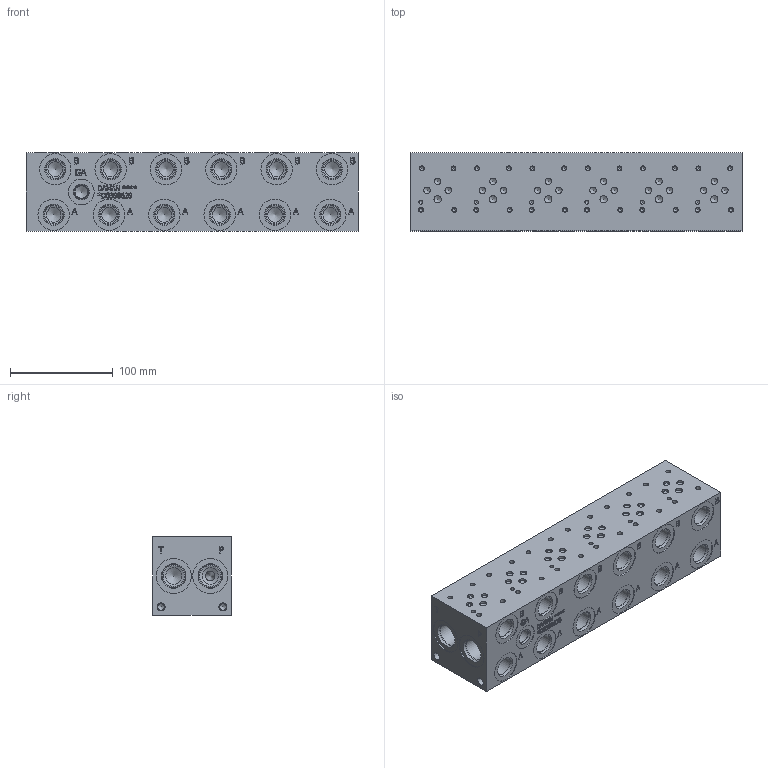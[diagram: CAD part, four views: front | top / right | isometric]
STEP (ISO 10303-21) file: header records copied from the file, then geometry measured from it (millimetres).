
FILE_DESCRIPTION(/* description */ (''),/* implementation_level */ '2;1');
FILE_NAME(/* name */ '_D03S062S.stp',/* time_stamp */ '2022-10-17T15:11:52-04:00',/* author */ ('mikeh'),/* organization */ (''),/* preprocessor_version */ 'ST-DEVELOPER v18',/* originating_system */ 'Autodesk Inventor 2020',/* authorisation */ '');
FILE_SCHEMA (('AUTOMOTIVE_DESIGN { 1 0 10303 214 3 1 1 }'));
Length unit declared in the file: millimetre
Products named in the file (1): Part_AD03S062S_3D
Bounding box: 323.85 x 76.2 x 76.2 mm (x, y, z)
Volume: 1744714.7 mm3; surface area: 144298.9 mm2
Topology: 1 solids, 1 shells, 1017 faces, 2779 edges, 1890 vertices
Faces by surface type: plane 479, bspline 235, cylinder 174, cone 129
Full cylindrical faces by diameter (mm): 3.785 x24, 3.962 x6, 4.826 x24, 6.35 x18, 6.528 x4, 7.137 x6, 7.925 x4, 12.294 x1, 12.9 x1, 14.275 x1, 14.3 x12, 14.529 x1, 15.875 x4, 17.501 x12, 19.05 x12, 19.253 x12, 20.447 x4, 22.225 x3, 22.23 x1, 22.555 x4, 23.901 x3, 25.019 x1, 30.632 x12, 34.138 x4
Entity records: 33969 total; most frequent: CARTESIAN_POINT 8667, ORIENTED_EDGE 5408, DIRECTION 4443, EDGE_CURVE 2704, VERTEX_POINT 1890, LINE 1591, VECTOR 1591, AXIS2_PLACEMENT_3D 1426
